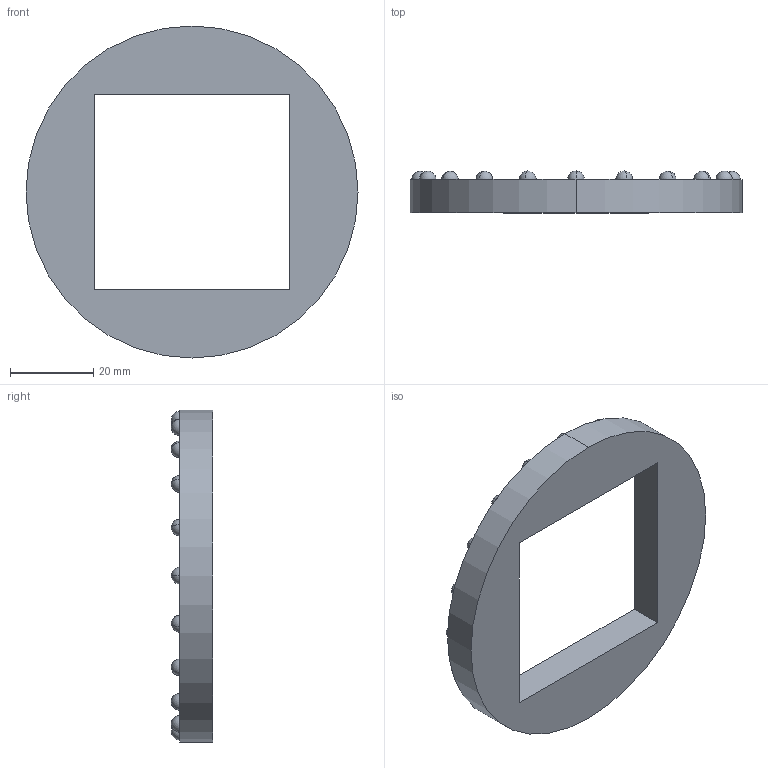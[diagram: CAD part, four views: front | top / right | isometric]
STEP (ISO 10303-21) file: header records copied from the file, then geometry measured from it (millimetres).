
FILE_DESCRIPTION (( 'STEP AP203' ), '1' );
FILE_NAME ('Base round top_Default_sldprt.STEP', '2019-09-14T15:52:55', ( '' ), ( '' ), 'SwSTEP 2.0', 'SolidWorks 2018', '' );
FILE_SCHEMA (( 'CONFIG_CONTROL_DESIGN' ));
Length unit declared in the file: millimetre
Products named in the file (1): Base round top_Default_sldprt
Bounding box: 80 x 10 x 80 mm (x, y, z)
Volume: 22724.8 mm3; surface area: 9369.8 mm2
Topology: 1 solids, 1 shells, 48 faces, 178 edges, 112 vertices
Faces by surface type: sphere 40, plane 6, cylinder 2
Entity records: 1427 total; most frequent: DIRECTION 280, CARTESIAN_POINT 219, ORIENTED_EDGE 196, AXIS2_PLACEMENT_3D 133, EDGE_CURVE 98, CIRCLE 84, VERTEX_POINT 72, EDGE_LOOP 70
